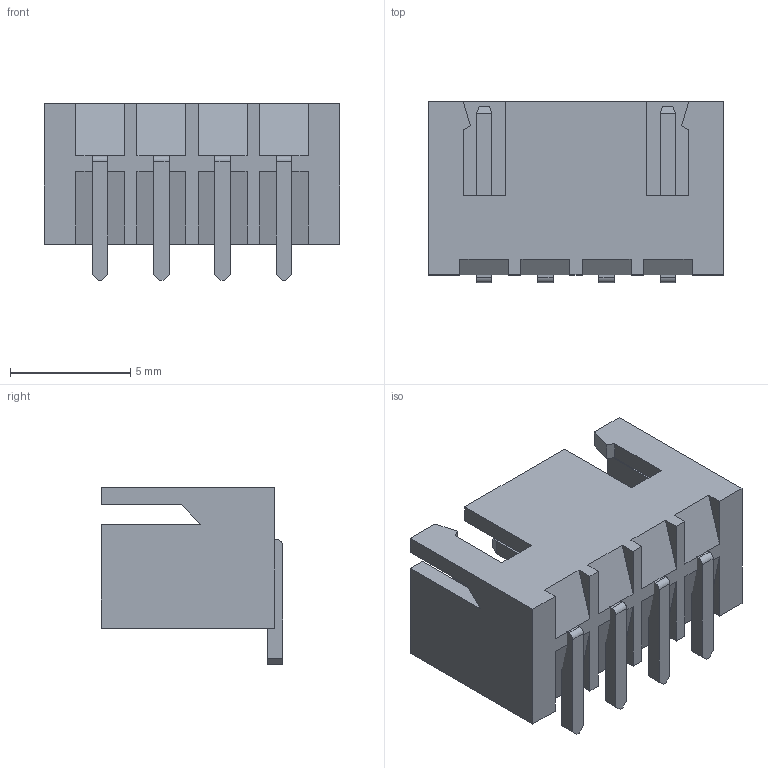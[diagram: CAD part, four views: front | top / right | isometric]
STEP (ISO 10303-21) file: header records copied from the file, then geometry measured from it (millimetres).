
FILE_DESCRIPTION(/* description */ (''),/* implementation_level */ '2;1');
FILE_NAME(/* name */ 'XH2.54-4P.step',/* time_stamp */ '2023-03-31T18:21:46+04:00',/* author */ (''),/* organization */ (''),/* preprocessor_version */ 'ST-DEVELOPER v19.2',/* originating_system */ 'Autodesk Translation Framework v11.17.0.187',/* authorisation */ '');
FILE_SCHEMA (('AUTOMOTIVE_DESIGN { 1 0 10303 214 3 1 1 }'));
Length unit declared in the file: millimetre
Products named in the file (1): (Unsaved)
Bounding box: 12.29 x 7.54 x 7.34 mm (x, y, z)
Volume: 197 mm3; surface area: 716.1 mm2
Topology: 5 solids, 25 shells, 305 faces, 737 edges, 486 vertices
Faces by surface type: plane 257, bspline 40, cylinder 8
Entity records: 9542 total; most frequent: CARTESIAN_POINT 2625, ORIENTED_EDGE 1474, DIRECTION 1205, EDGE_CURVE 737, LINE 641, VECTOR 641, VERTEX_POINT 486, EDGE_LOOP 321
